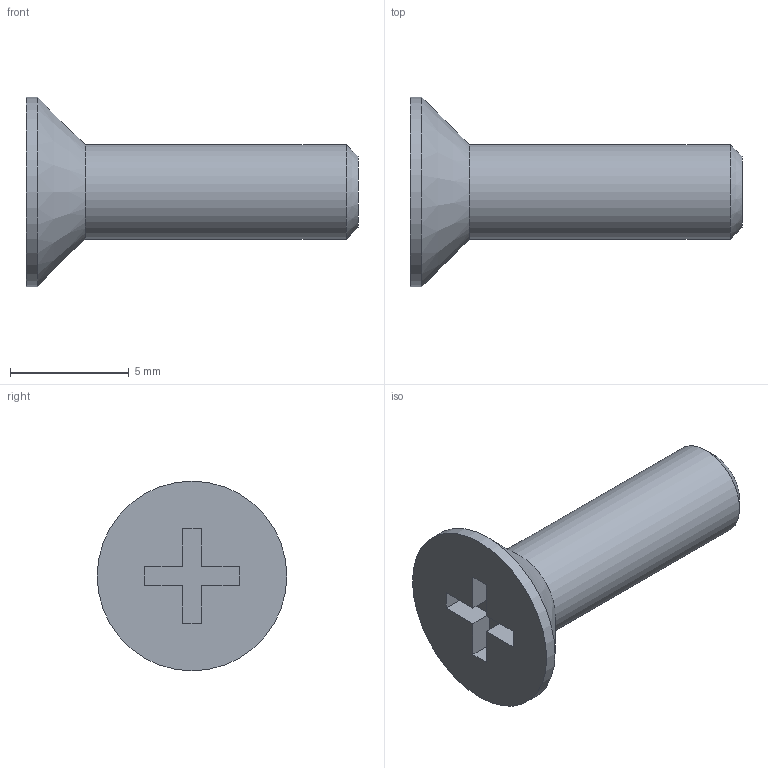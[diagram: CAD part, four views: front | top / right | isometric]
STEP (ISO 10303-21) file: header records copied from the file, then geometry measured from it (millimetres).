
FILE_DESCRIPTION((''),'2;1');
FILE_NAME('Screw4T.stp','2019-05-31T06:53:19',('Administrator'),(''),'Autodesk Inventor 2008','Autodesk Inventor 2008','');
FILE_SCHEMA(('AUTOMOTIVE_DESIGN { 1 0 10303 214 1 1 1 1 }'));
Length unit declared in the file: millimetre
Products named in the file (1): Screw4T
Bounding box: 14 x 8 x 8 mm (x, y, z)
Volume: 221.1 mm3; surface area: 285.2 mm2
Topology: 1 solids, 1 shells, 19 faces, 45 edges, 29 vertices
Faces by surface type: plane 15, cone 2, cylinder 2
Full cylindrical faces by diameter (mm): 4 x1, 8 x1
Entity records: 546 total; most frequent: CARTESIAN_POINT 90, DIRECTION 86, ORIENTED_EDGE 82, EDGE_CURVE 41, VECTOR 36, LINE 36, VERTEX_POINT 29, AXIS2_PLACEMENT_3D 25
